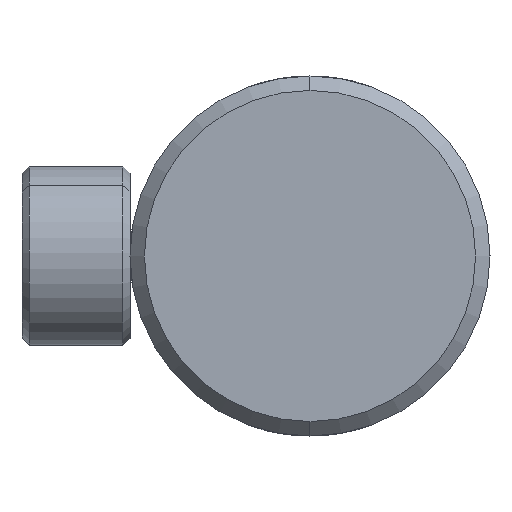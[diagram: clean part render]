
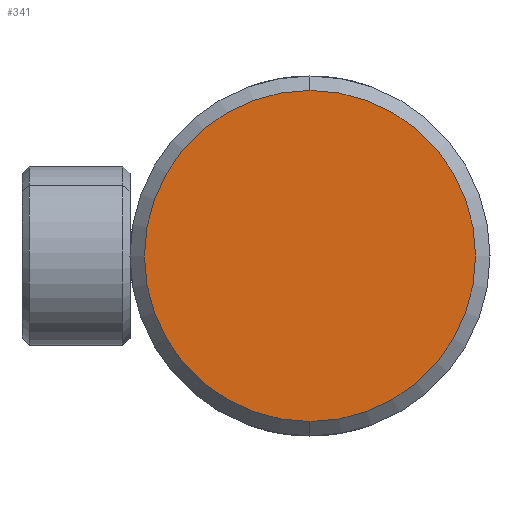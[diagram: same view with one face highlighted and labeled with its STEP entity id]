
A CAD part, left-side view. The second image highlights one B-rep face of the part: STEP entity #341.
In plain terms, the highlighted planar face has unit normal (-1, 0, 0).
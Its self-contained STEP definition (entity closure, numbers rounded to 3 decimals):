
#31 = DIRECTION ( 'NONE',  ( -1., 0., 0. ) ) ;
#132 = DIRECTION ( 'NONE',  ( 0., 0., -1. ) ) ;
#186 = FACE_OUTER_BOUND ( 'NONE', #2724, .T. ) ;
#253 = CARTESIAN_POINT ( 'NONE',  ( -38., 0., 23. ) ) ;
#341 = ADVANCED_FACE ( 'NONE', ( #186 ), #1068, .F. ) ;
#383 = DIRECTION ( 'NONE',  ( 0., 0., -1. ) ) ;
#495 = CIRCLE ( 'NONE', #828, 23. ) ;
#537 = VERTEX_POINT ( 'NONE', #2454 ) ;
#549 = DIRECTION ( 'NONE',  ( -1., 0., 0. ) ) ;
#656 = AXIS2_PLACEMENT_3D ( 'NONE', #2699, #2153, #383 ) ;
#761 = DIRECTION ( 'NONE',  ( 0., 0., -1. ) ) ;
#828 = AXIS2_PLACEMENT_3D ( 'NONE', #1202, #31, #132 ) ;
#997 = CARTESIAN_POINT ( 'NONE',  ( -38., 0., 0. ) ) ;
#1068 = PLANE ( 'NONE',  #656 ) ;
#1083 = ORIENTED_EDGE ( 'NONE', *, *, #2324, .T. ) ;
#1202 = CARTESIAN_POINT ( 'NONE',  ( -38., 0., 0. ) ) ;
#1596 = AXIS2_PLACEMENT_3D ( 'NONE', #997, #549, #761 ) ;
#1701 = CIRCLE ( 'NONE', #1596, 23. ) ;
#2147 = ORIENTED_EDGE ( 'NONE', *, *, #2334, .T. ) ;
#2153 = DIRECTION ( 'NONE',  ( 1., 0., 0. ) ) ;
#2303 = VERTEX_POINT ( 'NONE', #253 ) ;
#2324 = EDGE_CURVE ( 'NONE', #537, #2303, #495, .T. ) ;
#2334 = EDGE_CURVE ( 'NONE', #2303, #537, #1701, .T. ) ;
#2454 = CARTESIAN_POINT ( 'NONE',  ( -38., 0., -23. ) ) ;
#2699 = CARTESIAN_POINT ( 'NONE',  ( -38., 25., 0. ) ) ;
#2724 = EDGE_LOOP ( 'NONE', ( #1083, #2147 ) ) ;
